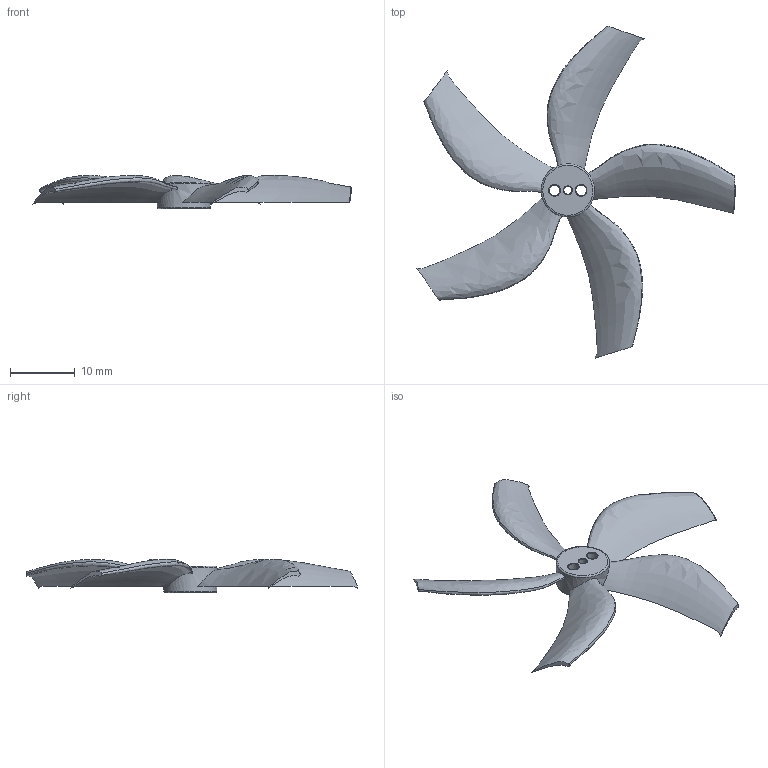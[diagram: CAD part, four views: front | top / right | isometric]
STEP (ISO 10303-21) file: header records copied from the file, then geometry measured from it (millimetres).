
FILE_DESCRIPTION(('FreeCAD Model'),'2;1');
FILE_NAME('Open CASCADE Shape Model','2025-04-26T18:58:42',('FreeCAD'),( 'FreeCAD'),'Open CASCADE STEP processor 7.6','FreeCAD','Unknown');
FILE_SCHEMA(('AUTOMOTIVE_DESIGN { 1 0 10303 214 1 1 1 1 }'));
Length unit declared in the file: millimetre
Products named in the file (1): Open CASCADE STEP translator 7.6 1
Bounding box: 49.15 x 51.27 x 5.14 mm (x, y, z)
Volume: 652.1 mm3; surface area: 2077.1 mm2
Topology: 1 solids, 1 shells, 31 faces, 66 edges, 41 vertices
Faces by surface type: bspline 31
Entity records: 7167 total; most frequent: CARTESIAN_POINT 6741, ORIENTED_EDGE 132, EDGE_CURVE 66, FACE_BOUND 41, EDGE_LOOP 41, VERTEX_POINT 41, B_SPLINE_CURVE_WITH_KNOTS 41, ADVANCED_FACE 31
